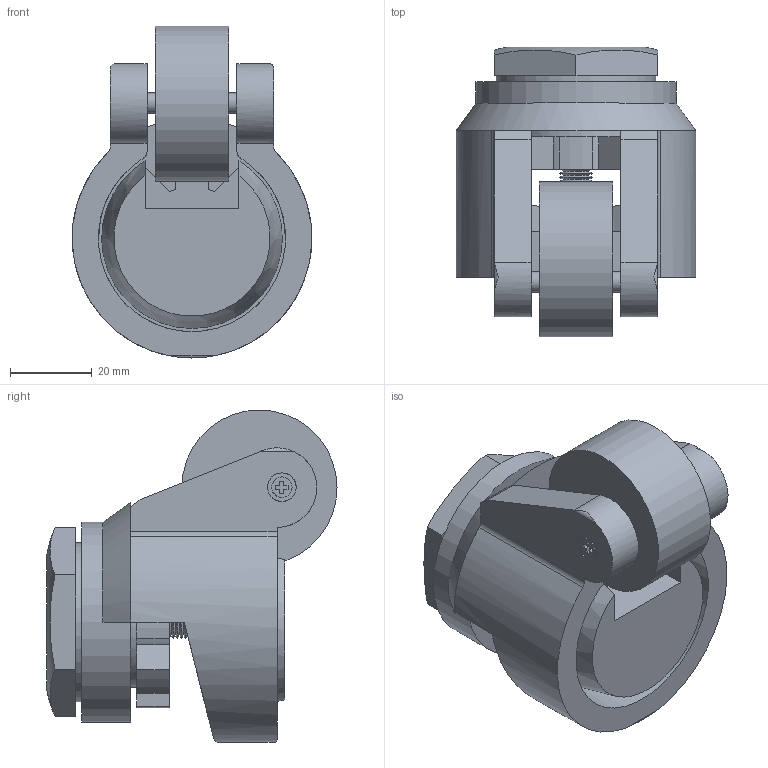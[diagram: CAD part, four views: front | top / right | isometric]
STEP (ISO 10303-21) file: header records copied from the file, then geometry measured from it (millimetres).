
FILE_DESCRIPTION( ( 'STEP AP214' ), '1' );
FILE_NAME( 'SK6-B4071S-X.stp', '2023-05-08T01:00:52', ( 'License CC BY-ND 4.0' ), ( 'CADENAS' ), ' ', 'PARTsolutions', ' ' );
FILE_SCHEMA( ( 'AUTOMOTIVE_DESIGN { 1 0 10303 214 1 1 1 1 }' ) );
Length unit declared in the file: millimetre
Products named in the file (1): _SK6-B4071S-X
Bounding box: 58.7 x 71 x 81.27 mm (x, y, z)
Volume: 111773.5 mm3; surface area: 31765.7 mm2
Topology: 1 solids, 2 shells, 196 faces, 501 edges, 321 vertices
Faces by surface type: plane 101, cylinder 61, cone 33, bspline 1
Full cylindrical faces by diameter (mm): 5 x4, 7 x2, 10 x2, 32 x1, 38 x1, 39 x1, 49 x1
Entity records: 8162 total; most frequent: CARTESIAN_POINT 2160, DIRECTION 921, ORIENTED_EDGE 858, EDGE_CURVE 429, AXIS2_PLACEMENT_3D 342, VERTEX_POINT 293, EDGE_LOOP 256, LINE 237
